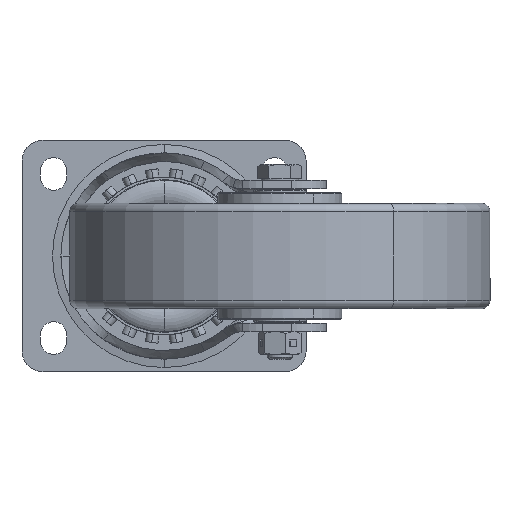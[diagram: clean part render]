
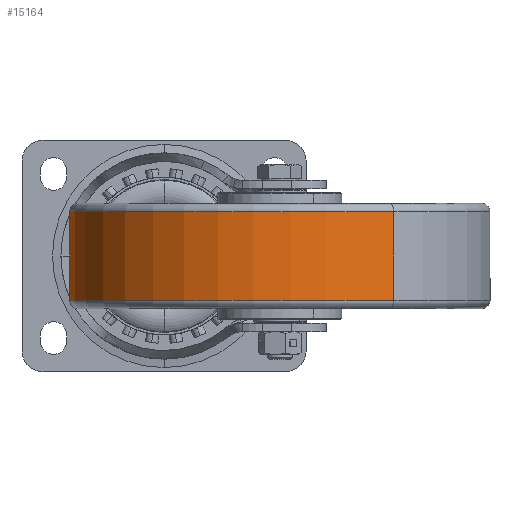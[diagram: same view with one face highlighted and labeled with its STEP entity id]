
A CAD part, front view. The second image highlights one B-rep face of the part: STEP entity #15164.
In plain terms, the highlighted cylindrical face has radius 100 mm (diameter 200 mm), a partial arc.
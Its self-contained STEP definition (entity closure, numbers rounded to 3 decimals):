
#750 = EDGE_CURVE ( 'NONE', #6274, #30137, #3615, .T. ) ;
#1640 = DIRECTION ( 'NONE',  ( 0., 0., 1. ) ) ;
#2383 = CARTESIAN_POINT ( 'NONE',  ( 109.199, -207.019, -21. ) ) ;
#2431 = CARTESIAN_POINT ( 'NONE',  ( 109.199, -207.019, -41.019 ) ) ;
#3615 = LINE ( 'NONE', #30172, #13353 ) ;
#3669 = DIRECTION ( 'NONE',  ( 0., 0., -1. ) ) ;
#4916 = CYLINDRICAL_SURFACE ( 'NONE', #10247, 100. ) ;
#5227 = CARTESIAN_POINT ( 'NONE',  ( 55., -122.98, -41.019 ) ) ;
#5370 = DIRECTION ( 'NONE',  ( -0.542, 0.84, 0. ) ) ;
#6274 = VERTEX_POINT ( 'NONE', #23391 ) ;
#6978 = ORIENTED_EDGE ( 'NONE', *, *, #32994, .T. ) ;
#7094 = CARTESIAN_POINT ( 'NONE',  ( 55., -122.98, -21. ) ) ;
#9074 = EDGE_CURVE ( 'NONE', #19116, #28608, #19307, .T. ) ;
#10247 = AXIS2_PLACEMENT_3D ( 'NONE', #5227, #24174, #15866 ) ;
#10350 = ORIENTED_EDGE ( 'NONE', *, *, #750, .T. ) ;
#11333 = AXIS2_PLACEMENT_3D ( 'NONE', #27004, #3669, #5370 ) ;
#13353 = VECTOR ( 'NONE', #25076, 1000. ) ;
#13796 = DIRECTION ( 'NONE',  ( 0., 0., -1. ) ) ;
#14301 = CARTESIAN_POINT ( 'NONE',  ( 109.199, -207.019, 21. ) ) ;
#15164 = ADVANCED_FACE ( 'NONE', ( #26511 ), #4916, .T. ) ;
#15866 = DIRECTION ( 'NONE',  ( -0.542, 0.84, 0. ) ) ;
#17109 = CARTESIAN_POINT ( 'NONE',  ( 0.801, -38.941, -21. ) ) ;
#19116 = VERTEX_POINT ( 'NONE', #14301 ) ;
#19307 = LINE ( 'NONE', #2431, #26501 ) ;
#19736 = AXIS2_PLACEMENT_3D ( 'NONE', #7094, #1640, #20619 ) ;
#20619 = DIRECTION ( 'NONE',  ( 0.542, -0.84, 0. ) ) ;
#20806 = ORIENTED_EDGE ( 'NONE', *, *, #9074, .F. ) ;
#23391 = CARTESIAN_POINT ( 'NONE',  ( 0.801, -38.941, 21. ) ) ;
#24174 = DIRECTION ( 'NONE',  ( 0., 0., -1. ) ) ;
#25076 = DIRECTION ( 'NONE',  ( 0., 0., -1. ) ) ;
#25670 = CIRCLE ( 'NONE', #19736, 100. ) ;
#26501 = VECTOR ( 'NONE', #13796, 1000. ) ;
#26511 = FACE_OUTER_BOUND ( 'NONE', #29925, .T. ) ;
#26942 = CIRCLE ( 'NONE', #11333, 100. ) ;
#27004 = CARTESIAN_POINT ( 'NONE',  ( 55., -122.98, 21. ) ) ;
#28066 = EDGE_CURVE ( 'NONE', #30137, #28608, #25670, .T. ) ;
#28608 = VERTEX_POINT ( 'NONE', #2383 ) ;
#29925 = EDGE_LOOP ( 'NONE', ( #20806, #6978, #10350, #30491 ) ) ;
#30137 = VERTEX_POINT ( 'NONE', #17109 ) ;
#30172 = CARTESIAN_POINT ( 'NONE',  ( 0.801, -38.941, -41.019 ) ) ;
#30491 = ORIENTED_EDGE ( 'NONE', *, *, #28066, .T. ) ;
#32994 = EDGE_CURVE ( 'NONE', #19116, #6274, #26942, .T. ) ;
